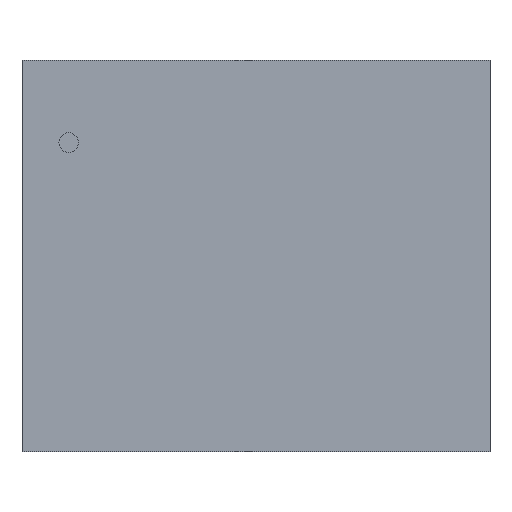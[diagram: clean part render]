
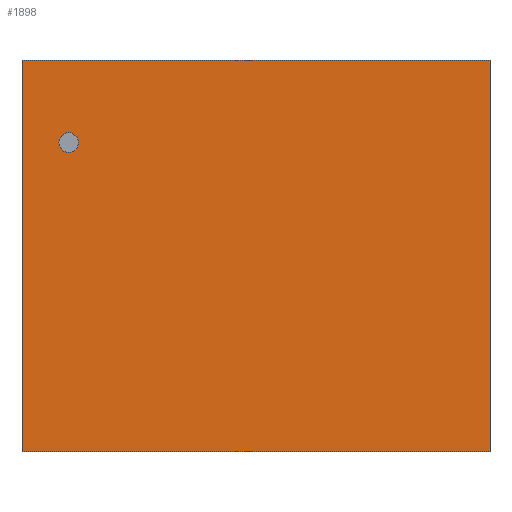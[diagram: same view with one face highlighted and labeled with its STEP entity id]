
A CAD part, top view. The second image highlights one B-rep face of the part: STEP entity #1898.
In plain terms, the highlighted planar face has unit normal (0, 0, 1).
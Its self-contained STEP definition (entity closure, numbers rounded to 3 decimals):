
#26=CIRCLE('',#1985,0.065);
#34=ORIENTED_EDGE('',*,*,#402,.T.);
#35=ORIENTED_EDGE('',*,*,#403,.T.);
#36=ORIENTED_EDGE('',*,*,#404,.T.);
#37=ORIENTED_EDGE('',*,*,#405,.T.);
#38=ORIENTED_EDGE('',*,*,#406,.T.);
#402=EDGE_CURVE('',#587,#587,#26,.T.);
#403=EDGE_CURVE('',#588,#589,#710,.T.);
#404=EDGE_CURVE('',#589,#590,#711,.T.);
#405=EDGE_CURVE('',#590,#591,#712,.T.);
#406=EDGE_CURVE('',#591,#588,#713,.T.);
#587=VERTEX_POINT('',#2427);
#588=VERTEX_POINT('',#2430);
#589=VERTEX_POINT('',#2431);
#590=VERTEX_POINT('',#2433);
#591=VERTEX_POINT('',#2435);
#710=LINE('',#2429,#893);
#711=LINE('',#2432,#894);
#712=LINE('',#2434,#895);
#713=LINE('',#2436,#896);
#893=VECTOR('',#2081,1000.);
#894=VECTOR('',#2082,1000.);
#895=VECTOR('',#2083,1000.);
#896=VECTOR('',#2084,1000.);
#1076=EDGE_LOOP('',(#34));
#1077=EDGE_LOOP('',(#35,#36,#37,#38));
#1171=FACE_BOUND('',#1076,.T.);
#1172=FACE_BOUND('',#1077,.T.);
#1264=PLANE('',#1986);
#1898=ADVANCED_FACE('',(#1171,#1172),#1264,.T.);
#1985=AXIS2_PLACEMENT_3D('',#2426,#2077,#2078);
#1986=AXIS2_PLACEMENT_3D('',#2428,#2079,#2080);
#2077=DIRECTION('',(0.,0.,-1.));
#2078=DIRECTION('',(1.,0.,0.));
#2079=DIRECTION('',(0.,0.,1.));
#2080=DIRECTION('',(0.,1.,0.));
#2081=DIRECTION('',(1.,0.,0.));
#2082=DIRECTION('',(0.,1.,0.));
#2083=DIRECTION('',(-1.,0.,0.));
#2084=DIRECTION('',(0.,-1.,0.));
#2426=CARTESIAN_POINT('',(-1.24,0.75,0.864));
#2427=CARTESIAN_POINT('',(-1.175,0.75,0.864));
#2428=CARTESIAN_POINT('',(-1.549,-1.295,0.864));
#2429=CARTESIAN_POINT('',(-1.549,-1.295,0.864));
#2430=CARTESIAN_POINT('',(-1.549,-1.295,0.864));
#2431=CARTESIAN_POINT('',(1.549,-1.295,0.864));
#2432=CARTESIAN_POINT('',(1.549,-1.295,0.864));
#2433=CARTESIAN_POINT('',(1.549,1.295,0.864));
#2434=CARTESIAN_POINT('',(1.549,1.295,0.864));
#2435=CARTESIAN_POINT('',(-1.549,1.295,0.864));
#2436=CARTESIAN_POINT('',(-1.549,1.295,0.864));
